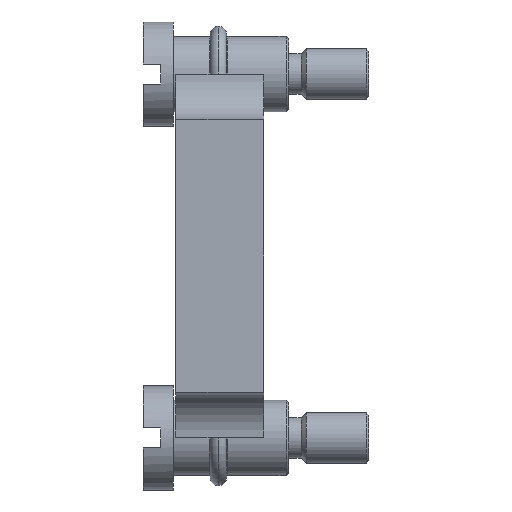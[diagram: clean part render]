
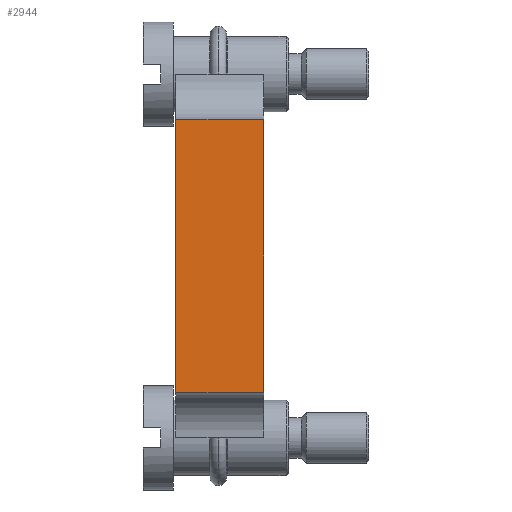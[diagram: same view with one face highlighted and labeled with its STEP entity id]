
A CAD part, left-side view. The second image highlights one B-rep face of the part: STEP entity #2944.
In plain terms, the highlighted planar face has unit normal (-1, 0, 0).
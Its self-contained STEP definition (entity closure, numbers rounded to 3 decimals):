
#217 = ORIENTED_EDGE ( 'NONE', *, *, #1112, .T. ) ;
#281 = LINE ( 'NONE', #2916, #414 ) ;
#343 = EDGE_CURVE ( 'NONE', #733, #2939, #1715, .T. ) ;
#414 = VECTOR ( 'NONE', #748, 1000. ) ;
#472 = VECTOR ( 'NONE', #563, 1000. ) ;
#501 = CARTESIAN_POINT ( 'NONE',  ( -11.5, 0., -12.675 ) ) ;
#539 = CARTESIAN_POINT ( 'NONE',  ( -11.5, -3.5, -14.5 ) ) ;
#563 = DIRECTION ( 'NONE',  ( 0., 0., 1. ) ) ;
#658 = CARTESIAN_POINT ( 'NONE',  ( -11.5, 0., -1.825 ) ) ;
#733 = VERTEX_POINT ( 'NONE', #2400 ) ;
#748 = DIRECTION ( 'NONE',  ( 0., 1., 0. ) ) ;
#751 = DIRECTION ( 'NONE',  ( 1., 0., 0. ) ) ;
#781 = VECTOR ( 'NONE', #1282, 1000. ) ;
#971 = CARTESIAN_POINT ( 'NONE',  ( -11.5, -3.5, -1.825 ) ) ;
#1002 = EDGE_CURVE ( 'NONE', #2939, #2448, #281, .T. ) ;
#1005 = ORIENTED_EDGE ( 'NONE', *, *, #343, .T. ) ;
#1112 = EDGE_CURVE ( 'NONE', #3083, #733, #2967, .T. ) ;
#1282 = DIRECTION ( 'NONE',  ( 0., 0., 1. ) ) ;
#1319 = EDGE_LOOP ( 'NONE', ( #1005, #1372, #3135, #217 ) ) ;
#1372 = ORIENTED_EDGE ( 'NONE', *, *, #1002, .T. ) ;
#1485 = PLANE ( 'NONE',  #3035 ) ;
#1715 = LINE ( 'NONE', #539, #781 ) ;
#1751 = EDGE_CURVE ( 'NONE', #3083, #2448, #2038, .T. ) ;
#1805 = CARTESIAN_POINT ( 'NONE',  ( -11.5, 0., -14.5 ) ) ;
#2032 = CARTESIAN_POINT ( 'NONE',  ( -11.5, 0., -12.675 ) ) ;
#2038 = LINE ( 'NONE', #1805, #472 ) ;
#2053 = DIRECTION ( 'NONE',  ( 0., -1., 0. ) ) ;
#2400 = CARTESIAN_POINT ( 'NONE',  ( -11.5, -3.5, -12.675 ) ) ;
#2448 = VERTEX_POINT ( 'NONE', #658 ) ;
#2449 = DIRECTION ( 'NONE',  ( 0., -1., 0. ) ) ;
#2689 = FACE_OUTER_BOUND ( 'NONE', #1319, .T. ) ;
#2916 = CARTESIAN_POINT ( 'NONE',  ( -11.5, 0., -1.825 ) ) ;
#2939 = VERTEX_POINT ( 'NONE', #971 ) ;
#2944 = ADVANCED_FACE ( 'NONE', ( #2689 ), #1485, .F. ) ;
#2951 = CARTESIAN_POINT ( 'NONE',  ( -11.5, 0., -14.5 ) ) ;
#2967 = LINE ( 'NONE', #2032, #3058 ) ;
#3035 = AXIS2_PLACEMENT_3D ( 'NONE', #2951, #751, #2449 ) ;
#3058 = VECTOR ( 'NONE', #2053, 1000. ) ;
#3083 = VERTEX_POINT ( 'NONE', #501 ) ;
#3135 = ORIENTED_EDGE ( 'NONE', *, *, #1751, .F. ) ;
